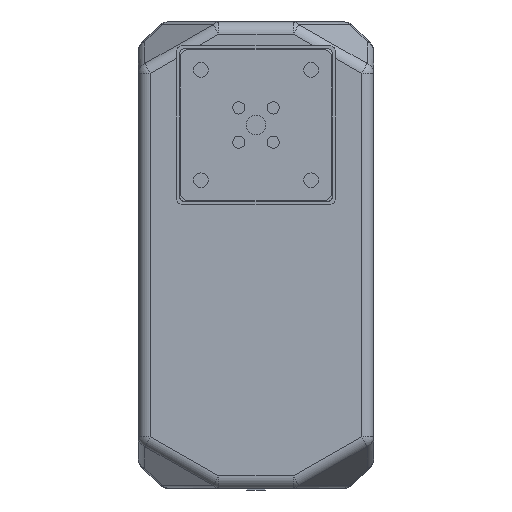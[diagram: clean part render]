
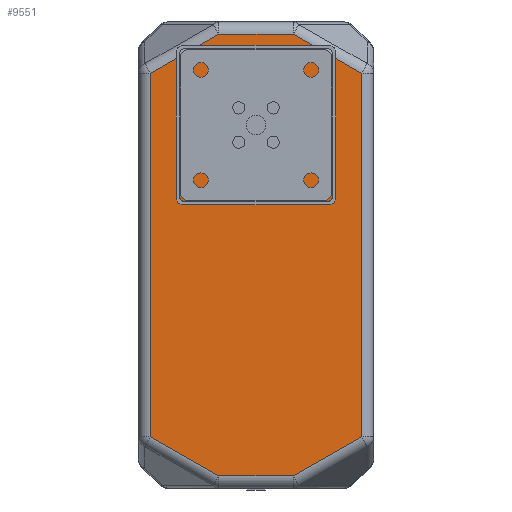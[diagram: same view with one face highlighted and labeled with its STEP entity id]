
A CAD part, front view. The second image highlights one B-rep face of the part: STEP entity #9551.
In plain terms, the highlighted planar face has unit normal (0, -1, 0).
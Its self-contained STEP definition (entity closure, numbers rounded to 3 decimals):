
#5821=DIRECTION('',(-0.868,0.,-0.496));
#5822=VECTOR('',#5821,32.09);
#5823=CARTESIAN_POINT('',(43.,476.,-127.079));
#5824=LINE('',#5823,#5822);
#5825=DIRECTION('',(-0.868,0.,0.496));
#5826=VECTOR('',#5825,32.09);
#5827=CARTESIAN_POINT('',(-15.139,476.,-143.));
#5828=LINE('',#5827,#5826);
#5829=DIRECTION('',(0.868,0.,0.496));
#5830=VECTOR('',#5829,32.09);
#5831=CARTESIAN_POINT('',(-43.,476.,21.079));
#5832=LINE('',#5831,#5830);
#5833=DIRECTION('',(0.868,0.,-0.496));
#5834=VECTOR('',#5833,32.09);
#5835=CARTESIAN_POINT('',(15.139,476.,37.));
#5836=LINE('',#5835,#5834);
#5837=CARTESIAN_POINT('',(18.,476.,-18.));
#5838=DIRECTION('',(0.,-1.,0.));
#5839=DIRECTION('',(0.,0.,1.));
#5840=AXIS2_PLACEMENT_3D('',#5837,#5838,#5839);
#5842=CARTESIAN_POINT('',(18.,476.,-18.));
#5843=DIRECTION('',(0.,-1.,0.));
#5844=DIRECTION('',(0.,0.,-1.));
#5845=AXIS2_PLACEMENT_3D('',#5842,#5843,#5844);
#5847=CARTESIAN_POINT('',(-18.,476.,18.));
#5848=DIRECTION('',(0.,-1.,0.));
#5849=DIRECTION('',(0.,0.,1.));
#5850=AXIS2_PLACEMENT_3D('',#5847,#5848,#5849);
#5852=CARTESIAN_POINT('',(-18.,476.,18.));
#5853=DIRECTION('',(0.,-1.,0.));
#5854=DIRECTION('',(0.,0.,-1.));
#5855=AXIS2_PLACEMENT_3D('',#5852,#5853,#5854);
#5857=DIRECTION('',(0.707,0.,-0.707));
#5858=VECTOR('',#5857,32.);
#5859=CARTESIAN_POINT('',(-22.627,476.,0.));
#5860=LINE('',#5859,#5858);
#5861=DIRECTION('',(0.707,0.,0.707));
#5862=VECTOR('',#5861,32.);
#5863=CARTESIAN_POINT('',(0.,476.,-22.627));
#5864=LINE('',#5863,#5862);
#5865=DIRECTION('',(-0.707,0.,0.707));
#5866=VECTOR('',#5865,32.);
#5867=CARTESIAN_POINT('',(22.627,476.,0.));
#5868=LINE('',#5867,#5866);
#5869=DIRECTION('',(-0.707,0.,-0.707));
#5870=VECTOR('',#5869,32.);
#5871=CARTESIAN_POINT('',(0.,476.,22.627));
#5872=LINE('',#5871,#5870);
#5902=DIRECTION('',(0.,0.,1.));
#5903=VECTOR('',#5902,148.158);
#5904=CARTESIAN_POINT('',(43.,476.,-127.079));
#5905=LINE('',#5904,#5903);
#5956=DIRECTION('',(-1.,0.,0.));
#5957=VECTOR('',#5956,30.277);
#5958=CARTESIAN_POINT('',(15.139,476.,37.));
#5959=LINE('',#5958,#5957);
#6014=DIRECTION('',(0.,0.,-1.));
#6015=VECTOR('',#6014,148.158);
#6016=CARTESIAN_POINT('',(-43.,476.,21.079));
#6017=LINE('',#6016,#6015);
#6076=DIRECTION('',(1.,0.,0.));
#6077=VECTOR('',#6076,30.277);
#6078=CARTESIAN_POINT('',(-15.139,476.,-143.));
#6079=LINE('',#6078,#6077);
#8700=CARTESIAN_POINT('',(43.,476.,-127.079));
#8701=CARTESIAN_POINT('',(15.139,476.,-143.));
#8702=VERTEX_POINT('',#8700);
#8703=VERTEX_POINT('',#8701);
#8704=CARTESIAN_POINT('',(-15.139,476.,-143.));
#8705=VERTEX_POINT('',#8704);
#8706=CARTESIAN_POINT('',(-43.,476.,-127.079));
#8707=VERTEX_POINT('',#8706);
#8708=CARTESIAN_POINT('',(-43.,476.,21.079));
#8709=VERTEX_POINT('',#8708);
#8710=CARTESIAN_POINT('',(-15.139,476.,37.));
#8711=VERTEX_POINT('',#8710);
#8712=CARTESIAN_POINT('',(15.139,476.,37.));
#8713=VERTEX_POINT('',#8712);
#8714=CARTESIAN_POINT('',(43.,476.,21.079));
#8715=VERTEX_POINT('',#8714);
#8716=CARTESIAN_POINT('',(18.,476.,-15.9));
#8717=CARTESIAN_POINT('',(18.,476.,-20.1));
#8718=VERTEX_POINT('',#8716);
#8719=VERTEX_POINT('',#8717);
#8720=CARTESIAN_POINT('',(-18.,476.,20.1));
#8721=CARTESIAN_POINT('',(-18.,476.,15.9));
#8722=VERTEX_POINT('',#8720);
#8723=VERTEX_POINT('',#8721);
#8724=CARTESIAN_POINT('',(-22.627,476.,0.));
#8725=CARTESIAN_POINT('',(0.,476.,-22.627));
#8726=VERTEX_POINT('',#8724);
#8727=VERTEX_POINT('',#8725);
#8728=CARTESIAN_POINT('',(22.627,476.,0.));
#8729=VERTEX_POINT('',#8728);
#8730=CARTESIAN_POINT('',(0.,476.,22.627));
#8731=VERTEX_POINT('',#8730);
#9506=CARTESIAN_POINT('',(-48.,476.,-148.));
#9507=DIRECTION('',(0.,-1.,0.));
#9508=DIRECTION('',(-1.,0.,0.));
#9509=AXIS2_PLACEMENT_3D('',#9506,#9507,#9508);
#9510=PLANE('',#9509);
#9512=ORIENTED_EDGE('',*,*,#9511,.T.);
#9514=ORIENTED_EDGE('',*,*,#9513,.F.);
#9516=ORIENTED_EDGE('',*,*,#9515,.T.);
#9518=ORIENTED_EDGE('',*,*,#9517,.F.);
#9520=ORIENTED_EDGE('',*,*,#9519,.T.);
#9522=ORIENTED_EDGE('',*,*,#9521,.F.);
#9524=ORIENTED_EDGE('',*,*,#9523,.T.);
#9526=ORIENTED_EDGE('',*,*,#9525,.F.);
#9527=EDGE_LOOP('',(#9512,#9514,#9516,#9518,#9520,#9522,#9524,#9526));
#9528=FACE_OUTER_BOUND('',#9527,.F.);
#9530=ORIENTED_EDGE('',*,*,#9529,.T.);
#9532=ORIENTED_EDGE('',*,*,#9531,.T.);
#9533=EDGE_LOOP('',(#9530,#9532));
#9534=FACE_BOUND('',#9533,.F.);
#9536=ORIENTED_EDGE('',*,*,#9535,.T.);
#9538=ORIENTED_EDGE('',*,*,#9537,.T.);
#9539=EDGE_LOOP('',(#9536,#9538));
#9540=FACE_BOUND('',#9539,.F.);
#9542=ORIENTED_EDGE('',*,*,#9541,.T.);
#9544=ORIENTED_EDGE('',*,*,#9543,.T.);
#9546=ORIENTED_EDGE('',*,*,#9545,.T.);
#9548=ORIENTED_EDGE('',*,*,#9547,.T.);
#9549=EDGE_LOOP('',(#9542,#9544,#9546,#9548));
#9550=FACE_BOUND('',#9549,.F.);
#9551=ADVANCED_FACE('',(#9528,#9534,#9540,#9550),#9510,.T.);
#5841=CIRCLE('',#5840,2.1);
#5846=CIRCLE('',#5845,2.1);
#5851=CIRCLE('',#5850,2.1);
#5856=CIRCLE('',#5855,2.1);
#9511=EDGE_CURVE('',#8702,#8703,#5824,.T.);
#9513=EDGE_CURVE('',#8705,#8703,#6079,.T.);
#9515=EDGE_CURVE('',#8705,#8707,#5828,.T.);
#9517=EDGE_CURVE('',#8709,#8707,#6017,.T.);
#9519=EDGE_CURVE('',#8709,#8711,#5832,.T.);
#9521=EDGE_CURVE('',#8713,#8711,#5959,.T.);
#9523=EDGE_CURVE('',#8713,#8715,#5836,.T.);
#9525=EDGE_CURVE('',#8702,#8715,#5905,.T.);
#9529=EDGE_CURVE('',#8718,#8719,#5841,.T.);
#9531=EDGE_CURVE('',#8719,#8718,#5846,.T.);
#9535=EDGE_CURVE('',#8722,#8723,#5851,.T.);
#9537=EDGE_CURVE('',#8723,#8722,#5856,.T.);
#9541=EDGE_CURVE('',#8726,#8727,#5860,.T.);
#9543=EDGE_CURVE('',#8727,#8729,#5864,.T.);
#9545=EDGE_CURVE('',#8729,#8731,#5868,.T.);
#9547=EDGE_CURVE('',#8731,#8726,#5872,.T.);
